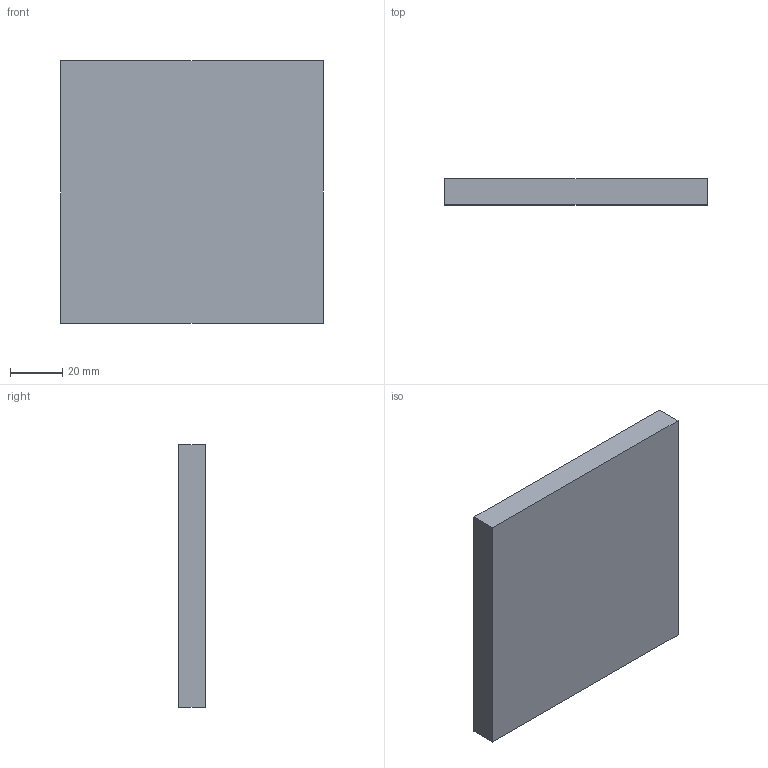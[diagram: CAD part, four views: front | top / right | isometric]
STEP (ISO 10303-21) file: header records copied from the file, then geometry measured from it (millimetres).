
FILE_DESCRIPTION(/* description */ (''),/* implementation_level */ '2;1');
FILE_NAME(/* name */ 'Aerogel_10cm_X_10cm_X_1cm.stp',/* time_stamp */ '2020-07-04T10:24:45-04:00',/* author */ ('Joshua Crafts'),/* organization */ (''),/* preprocessor_version */ 'ST-DEVELOPER v18',/* originating_system */ 'Autodesk Inventor 2020',/* authorisation */ '');
FILE_SCHEMA (('AUTOMOTIVE_DESIGN { 1 0 10303 214 3 1 1 }'));
Length unit declared in the file: millimetre
Products named in the file (1): Aerogel_10cm_X_10cm_X_1cm
Bounding box: 100 x 10 x 100 mm (x, y, z)
Volume: 100000 mm3; surface area: 24000 mm2
Topology: 1 solids, 1 shells, 6 faces, 17 edges, 16 vertices
Faces by surface type: plane 6
Entity records: 238 total; most frequent: CARTESIAN_POINT 35, DIRECTION 30, ORIENTED_EDGE 24, LINE 12, VECTOR 12, EDGE_CURVE 12, AXIS2_PLACEMENT_3D 9, VERTEX_POINT 8
